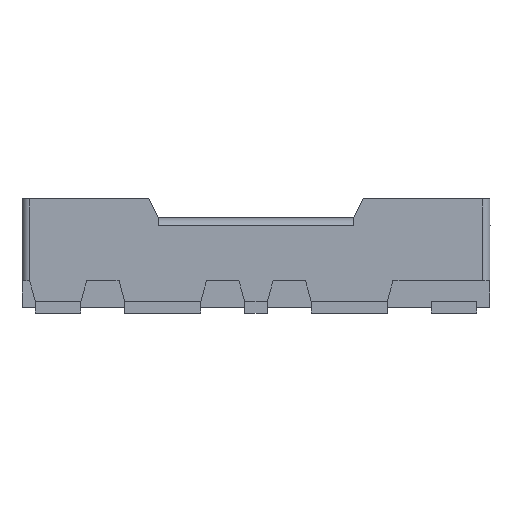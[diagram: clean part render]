
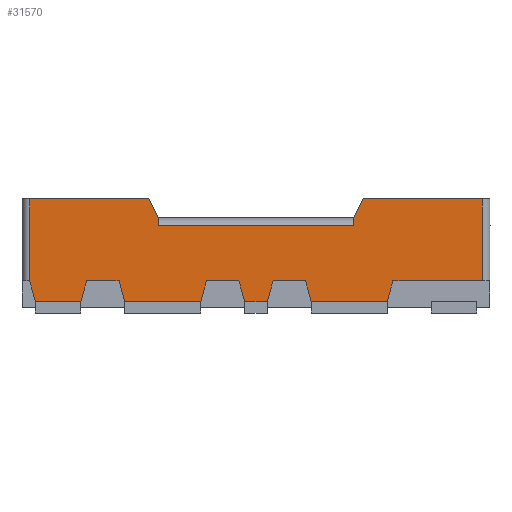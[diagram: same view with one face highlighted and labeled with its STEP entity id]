
A CAD part, front view. The second image highlights one B-rep face of the part: STEP entity #31570.
In plain terms, the highlighted planar face has unit normal (0, -1, 0).
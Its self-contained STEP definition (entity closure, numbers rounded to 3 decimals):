
#18170=CARTESIAN_POINT('',(1.19,-0.74,
0.6));
#18180=VERTEX_POINT('',#18170);
#18210=CARTESIAN_POINT('',(0.565,-0.74,
0.6));
#18220=DIRECTION('',(1.,0.,0.));
#18230=VECTOR('',#18220,1.);
#18240=LINE('',#18210,#18230);
#18250=CARTESIAN_POINT('',(0.565,-0.74,
0.6));
#18260=VERTEX_POINT('',#18250);
#18270=EDGE_CURVE('',#18260,#18180,#18240,.T.);
#27870=CARTESIAN_POINT('',(0.69,-0.74,
0.06));
#27880=VERTEX_POINT('',#27870);
#28600=CARTESIAN_POINT('',(0.29,-0.74,
0.06));
#28610=VERTEX_POINT('',#28600);
#29500=CARTESIAN_POINT('',(0.69,-0.74,
0.06));
#29510=DIRECTION('',(-1.,0.,0.));
#29520=VECTOR('',#29510,1.);
#29530=LINE('',#29500,#29520);
#29540=EDGE_CURVE('',#27880,#28610,#29530,.T.);
#29680=CARTESIAN_POINT('',(-0.405,-0.74,
0.31));
#29690=DIRECTION('',(0.,-1.,0.));
#29700=DIRECTION('',(1.,0.,0.));
#29710=AXIS2_PLACEMENT_3D('',#29680,#29690,#29700);
#29720=PLANE('',#29710);
#29730=CARTESIAN_POINT('',(0.06,-0.74,
0.06));
#29740=DIRECTION('',(0.263,0.,0.965));
#29750=VECTOR('',#29740,1.);
#29760=LINE('',#29730,#29750);
#29770=CARTESIAN_POINT('',(0.06,-0.74,
0.06));
#29780=VERTEX_POINT('',#29770);
#29790=CARTESIAN_POINT('',(0.09,-0.74,
0.17));
#29800=VERTEX_POINT('',#29790);
#29810=EDGE_CURVE('',#29780,#29800,#29760,.T.);
#29820=ORIENTED_EDGE('',*,*,#29810,.T.);
#29830=CARTESIAN_POINT('',(-0.06,-0.74,
0.06));
#29840=DIRECTION('',(1.,0.,0.));
#29850=VECTOR('',#29840,1.);
#29860=LINE('',#29830,#29850);
#29870=CARTESIAN_POINT('',(-0.06,-0.74,
0.06));
#29880=VERTEX_POINT('',#29870);
#29890=EDGE_CURVE('',#29880,#29780,#29860,.T.);
#29900=ORIENTED_EDGE('',*,*,#29890,.T.);
#29910=CARTESIAN_POINT('',(-0.09,-0.74,
0.17));
#29920=DIRECTION('',(0.263,0.,-0.965));
#29930=VECTOR('',#29920,1.);
#29940=LINE('',#29910,#29930);
#29950=CARTESIAN_POINT('',(-0.09,-0.74,
0.17));
#29960=VERTEX_POINT('',#29950);
#29970=EDGE_CURVE('',#29960,#29880,#29940,.T.);
#29980=ORIENTED_EDGE('',*,*,#29970,.T.);
#29990=CARTESIAN_POINT('',(-0.26,-0.74,
0.17));
#30000=DIRECTION('',(1.,0.,0.));
#30010=VECTOR('',#30000,1.);
#30020=LINE('',#29990,#30010);
#30030=CARTESIAN_POINT('',(-0.26,-0.74,
0.17));
#30040=VERTEX_POINT('',#30030);
#30050=EDGE_CURVE('',#30040,#29960,#30020,.T.);
#30060=ORIENTED_EDGE('',*,*,#30050,.T.);
#30070=CARTESIAN_POINT('',(-0.29,-0.74,
0.06));
#30080=DIRECTION('',(0.263,0.,0.965));
#30090=VECTOR('',#30080,1.);
#30100=LINE('',#30070,#30090);
#30110=CARTESIAN_POINT('',(-0.29,-0.74,
0.06));
#30120=VERTEX_POINT('',#30110);
#30130=EDGE_CURVE('',#30120,#30040,#30100,.T.);
#30140=ORIENTED_EDGE('',*,*,#30130,.T.);
#30150=CARTESIAN_POINT('',(-0.29,-0.74,
0.06));
#30160=DIRECTION('',(-1.,0.,0.));
#30170=VECTOR('',#30160,1.);
#30180=LINE('',#30150,#30170);
#30190=CARTESIAN_POINT('',(-0.69,-0.74,
0.06));
#30200=VERTEX_POINT('',#30190);
#30210=EDGE_CURVE('',#30120,#30200,#30180,.T.);
#30220=ORIENTED_EDGE('',*,*,#30210,.F.);
#30230=CARTESIAN_POINT('',(-0.72,-0.74,
0.17));
#30240=DIRECTION('',(0.263,0.,-0.965));
#30250=VECTOR('',#30240,1.);
#30260=LINE('',#30230,#30250);
#30270=CARTESIAN_POINT('',(-0.72,-0.74,
0.17));
#30280=VERTEX_POINT('',#30270);
#30290=EDGE_CURVE('',#30280,#30200,#30260,.T.);
#30300=ORIENTED_EDGE('',*,*,#30290,.T.);
#30310=CARTESIAN_POINT('',(-0.72,-0.74,
0.17));
#30320=DIRECTION('',(-1.,0.,0.));
#30330=VECTOR('',#30320,1.);
#30340=LINE('',#30310,#30330);
#30350=CARTESIAN_POINT('',(-0.89,-0.74,
0.17));
#30360=VERTEX_POINT('',#30350);
#30370=EDGE_CURVE('',#30280,#30360,#30340,.T.);
#30380=ORIENTED_EDGE('',*,*,#30370,.F.);
#30390=CARTESIAN_POINT('',(-0.92,-0.74,
0.06));
#30400=DIRECTION('',(0.263,0.,0.965));
#30410=VECTOR('',#30400,1.);
#30420=LINE('',#30390,#30410);
#30430=CARTESIAN_POINT('',(-0.92,-0.74,
0.06));
#30440=VERTEX_POINT('',#30430);
#30450=EDGE_CURVE('',#30440,#30360,#30420,.T.);
#30460=ORIENTED_EDGE('',*,*,#30450,.T.);
#30470=CARTESIAN_POINT('',(-0.92,-0.74,
0.06));
#30480=DIRECTION('',(-1.,0.,0.));
#30490=VECTOR('',#30480,1.);
#30500=LINE('',#30470,#30490);
#30510=CARTESIAN_POINT('',(-1.16,-0.74,
0.06));
#30520=VERTEX_POINT('',#30510);
#30530=EDGE_CURVE('',#30440,#30520,#30500,.T.);
#30540=ORIENTED_EDGE('',*,*,#30530,.F.);
#30550=CARTESIAN_POINT('',(-1.19,-0.74,
0.17));
#30560=DIRECTION('',(0.263,0.,-0.965));
#30570=VECTOR('',#30560,1.);
#30580=LINE('',#30550,#30570);
#30590=CARTESIAN_POINT('',(-1.19,-0.74,
0.17));
#30600=VERTEX_POINT('',#30590);
#30610=EDGE_CURVE('',#30600,#30520,#30580,.T.);
#30620=ORIENTED_EDGE('',*,*,#30610,.T.);
#30630=CARTESIAN_POINT('',(-1.19,-0.74,
0.17));
#30640=DIRECTION('',(0.,0.,1.));
#30650=VECTOR('',#30640,1.);
#30660=LINE('',#30630,#30650);
#30670=CARTESIAN_POINT('',(-1.19,-0.74,
0.6));
#30680=VERTEX_POINT('',#30670);
#30690=EDGE_CURVE('',#30600,#30680,#30660,.T.);
#30700=ORIENTED_EDGE('',*,*,#30690,.F.);
#30710=CARTESIAN_POINT('',(-0.565,-0.74,
0.6));
#30720=DIRECTION('',(-1.,0.,0.));
#30730=VECTOR('',#30720,1.);
#30740=LINE('',#30710,#30730);
#30750=CARTESIAN_POINT('',(-0.565,-0.74,
0.6));
#30760=VERTEX_POINT('',#30750);
#30770=EDGE_CURVE('',#30760,#30680,#30740,.T.);
#30780=ORIENTED_EDGE('',*,*,#30770,.T.);
#30790=CARTESIAN_POINT('',(-0.515,-0.74,
0.5));
#30800=DIRECTION('',(-0.447,0.,0.894));
#30810=VECTOR('',#30800,1.);
#30820=LINE('',#30790,#30810);
#30830=CARTESIAN_POINT('',(-0.515,-0.74,
0.5));
#30840=VERTEX_POINT('',#30830);
#30850=EDGE_CURVE('',#30840,#30760,#30820,.T.);
#30860=ORIENTED_EDGE('',*,*,#30850,.T.);
#30870=CARTESIAN_POINT('',(-0.515,-0.74,
0.5));
#30880=DIRECTION('',(0.,0.,-1.));
#30890=VECTOR('',#30880,1.);
#30900=LINE('',#30870,#30890);
#30910=CARTESIAN_POINT('',(-0.515,-0.74,
0.46));
#30920=VERTEX_POINT('',#30910);
#30930=EDGE_CURVE('',#30840,#30920,#30900,.T.);
#30940=ORIENTED_EDGE('',*,*,#30930,.F.);
#30950=CARTESIAN_POINT('',(-0.515,-0.74,
0.46));
#30960=DIRECTION('',(1.,0.,0.));
#30970=VECTOR('',#30960,1.);
#30980=LINE('',#30950,#30970);
#30990=CARTESIAN_POINT('',(0.515,-0.74,
0.46));
#31000=VERTEX_POINT('',#30990);
#31010=EDGE_CURVE('',#30920,#31000,#30980,.T.);
#31020=ORIENTED_EDGE('',*,*,#31010,.F.);
#31030=CARTESIAN_POINT('',(0.515,-0.74,
0.46));
#31040=DIRECTION('',(0.,0.,1.));
#31050=VECTOR('',#31040,1.);
#31060=LINE('',#31030,#31050);
#31070=CARTESIAN_POINT('',(0.515,-0.74,
0.5));
#31080=VERTEX_POINT('',#31070);
#31090=EDGE_CURVE('',#31000,#31080,#31060,.T.);
#31100=ORIENTED_EDGE('',*,*,#31090,.F.);
#31110=CARTESIAN_POINT('',(0.565,-0.74,
0.6));
#31120=DIRECTION('',(-0.447,0.,-0.894));
#31130=VECTOR('',#31120,1.);
#31140=LINE('',#31110,#31130);
#31150=EDGE_CURVE('',#18260,#31080,#31140,.T.);
#31160=ORIENTED_EDGE('',*,*,#31150,.T.);
#31170=ORIENTED_EDGE('',*,*,#18270,.F.);
#31180=CARTESIAN_POINT('',(1.19,-0.74,
0.6));
#31190=DIRECTION('',(0.,0.,-1.));
#31200=VECTOR('',#31190,1.);
#31210=LINE('',#31180,#31200);
#31220=CARTESIAN_POINT('',(1.19,-0.74,
0.17));
#31230=VERTEX_POINT('',#31220);
#31240=EDGE_CURVE('',#18180,#31230,#31210,.T.);
#31250=ORIENTED_EDGE('',*,*,#31240,.F.);
#31260=CARTESIAN_POINT('',(1.19,-0.74,
0.17));
#31270=DIRECTION('',(-1.,0.,0.));
#31280=VECTOR('',#31270,1.);
#31290=LINE('',#31260,#31280);
#31300=CARTESIAN_POINT('',(0.72,-0.74,
0.17));
#31310=VERTEX_POINT('',#31300);
#31320=EDGE_CURVE('',#31230,#31310,#31290,.T.);
#31330=ORIENTED_EDGE('',*,*,#31320,.F.);
#31340=CARTESIAN_POINT('',(0.69,-0.74,
0.06));
#31350=DIRECTION('',(0.263,0.,0.965));
#31360=VECTOR('',#31350,1.);
#31370=LINE('',#31340,#31360);
#31380=EDGE_CURVE('',#27880,#31310,#31370,.T.);
#31390=ORIENTED_EDGE('',*,*,#31380,.T.);
#31400=ORIENTED_EDGE('',*,*,#29540,.F.);
#31410=CARTESIAN_POINT('',(0.26,-0.74,
0.17));
#31420=DIRECTION('',(0.263,0.,-0.965));
#31430=VECTOR('',#31420,1.);
#31440=LINE('',#31410,#31430);
#31450=CARTESIAN_POINT('',(0.26,-0.74,
0.17));
#31460=VERTEX_POINT('',#31450);
#31470=EDGE_CURVE('',#31460,#28610,#31440,.T.);
#31480=ORIENTED_EDGE('',*,*,#31470,.T.);
#31490=CARTESIAN_POINT('',(0.26,-0.74,
0.17));
#31500=DIRECTION('',(-1.,0.,0.));
#31510=VECTOR('',#31500,1.);
#31520=LINE('',#31490,#31510);
#31530=EDGE_CURVE('',#31460,#29800,#31520,.T.);
#31540=ORIENTED_EDGE('',*,*,#31530,.F.);
#31550=EDGE_LOOP('',(#31540,#31480,#31400,#31390,#31330,#31250,#31170,
#31160,#31100,#31020,#30940,#30860,#30780,#30700,#30620,#30540,#30460,
#30380,#30300,#30220,#30140,#30060,#29980,#29900,#29820));
#31560=FACE_OUTER_BOUND('',#31550,.T.);
#31570=ADVANCED_FACE('',(#31560),#29720,.T.);
